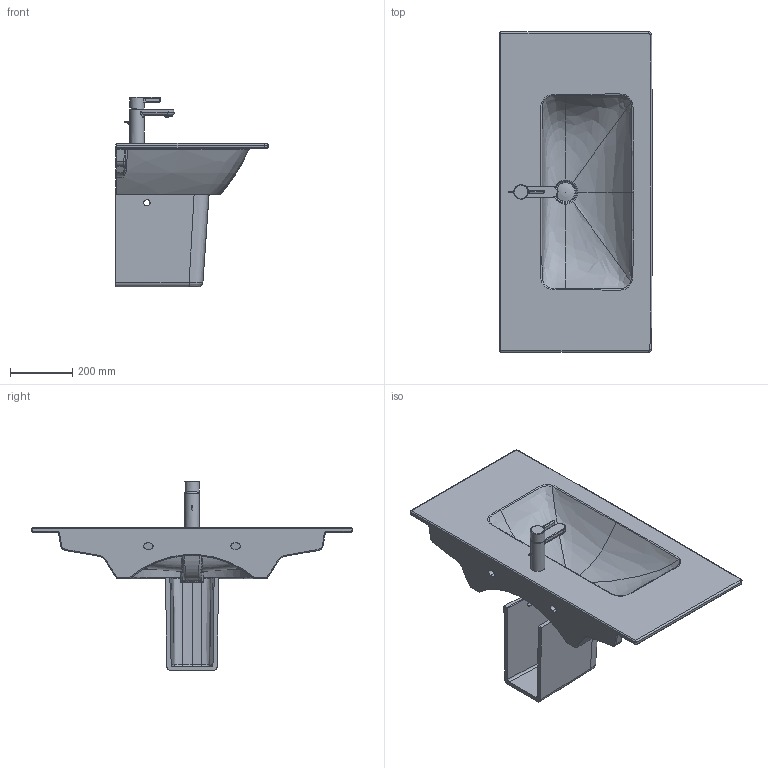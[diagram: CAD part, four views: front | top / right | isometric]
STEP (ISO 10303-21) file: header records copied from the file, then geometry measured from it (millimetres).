
FILE_DESCRIPTION((''),'2;1');
FILE_NAME('233610_1.stp','2015-09-25T19:09:52',('Administrator'),(''),'Autodesk Inventor 2011','Autodesk Inventor 2011','');
FILE_SCHEMA(('CONFIG_CONTROL_DESIGN'));
Length unit declared in the file: millimetre
Products named in the file (11): 233610_1; 233610; 085840; Armatur Durastyle Waschtisch; Fassung Sieb; Griff; Gehäuse; Hebel_Ventil; Gleitring; Kelch; Stopfen
Assembly tree (10 placements, depth 3):
  233610_1
    233610
    085840
    Armatur Durastyle Waschtisch
      Fassung Sieb
      Griff
      Gehäuse
      Hebel_Ventil
      Gleitring
    Kelch
    Stopfen
Bounding box: 490.18 x 1030.23 x 609.68 mm (x, y, z)
Volume: 22417774 mm3; surface area: 2036552.3 mm2
Topology: 8 solids, 10 shells, 382 faces, 919 edges, 547 vertices
Faces by surface type: bspline 140, plane 97, cylinder 95, torus 19, cone 18, sphere 13
Full cylindrical faces by diameter (mm): 4 x2, 20 x2, 20.15 x1, 21.15 x1, 23.15 x1, 35 x1, 42 x1, 44 x1, 46 x3, 60 x1
Entity records: 96576 total; most frequent: CARTESIAN_POINT 87908, ORIENTED_EDGE 1746, DIRECTION 1478, EDGE_CURVE 875, AXIS2_PLACEMENT_3D 589, VERTEX_POINT 535, EDGE_LOOP 442, FACE_OUTER_BOUND 381
